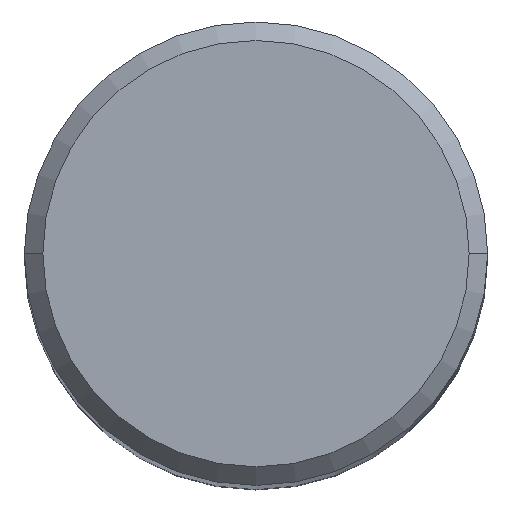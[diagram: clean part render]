
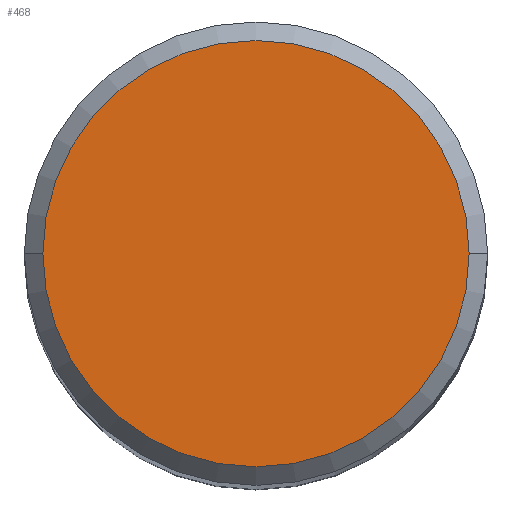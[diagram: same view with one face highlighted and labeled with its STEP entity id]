
A CAD part, top view. The second image highlights one B-rep face of the part: STEP entity #468.
In plain terms, the highlighted planar face has unit normal (0, 0, 1).
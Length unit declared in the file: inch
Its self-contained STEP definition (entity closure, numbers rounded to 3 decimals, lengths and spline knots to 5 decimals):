
#1 = DIRECTION ( 'NONE',  ( 0., 0., 1. ) ) ;
#34 = DIRECTION ( 'NONE',  ( 0., 0., 1. ) ) ;
#36 = EDGE_LOOP ( 'NONE', ( #142, #110 ) ) ;
#53 = PLANE ( 'NONE',  #466 ) ;
#110 = ORIENTED_EDGE ( 'NONE', *, *, #359, .T. ) ;
#131 = DIRECTION ( 'NONE',  ( 0., 0., -1. ) ) ;
#142 = ORIENTED_EDGE ( 'NONE', *, *, #330, .T. ) ;
#151 = CARTESIAN_POINT ( 'NONE',  ( 0., 0., 0. ) ) ;
#152 = VERTEX_POINT ( 'NONE', #290 ) ;
#176 = AXIS2_PLACEMENT_3D ( 'NONE', #332, #1, #294 ) ;
#203 = AXIS2_PLACEMENT_3D ( 'NONE', #151, #34, #410 ) ;
#290 = CARTESIAN_POINT ( 'NONE',  ( 0.23, 0., 0. ) ) ;
#294 = DIRECTION ( 'NONE',  ( 1., 0., 0. ) ) ;
#322 = CIRCLE ( 'NONE', #176, 0.23 ) ;
#330 = EDGE_CURVE ( 'NONE', #343, #152, #489, .T. ) ;
#332 = CARTESIAN_POINT ( 'NONE',  ( 0., 0., 0. ) ) ;
#343 = VERTEX_POINT ( 'NONE', #491 ) ;
#355 = DIRECTION ( 'NONE',  ( -1., 0., 0. ) ) ;
#359 = EDGE_CURVE ( 'NONE', #152, #343, #322, .T. ) ;
#386 = FACE_OUTER_BOUND ( 'NONE', #36, .T. ) ;
#410 = DIRECTION ( 'NONE',  ( 1., 0., 0. ) ) ;
#466 = AXIS2_PLACEMENT_3D ( 'NONE', #467, #131, #355 ) ;
#467 = CARTESIAN_POINT ( 'NONE',  ( 0., 0.23, 0. ) ) ;
#468 = ADVANCED_FACE ( 'NONE', ( #386 ), #53, .F. ) ;
#489 = CIRCLE ( 'NONE', #203, 0.23 ) ;
#491 = CARTESIAN_POINT ( 'NONE',  ( -0.23, 0., 0. ) ) ;
